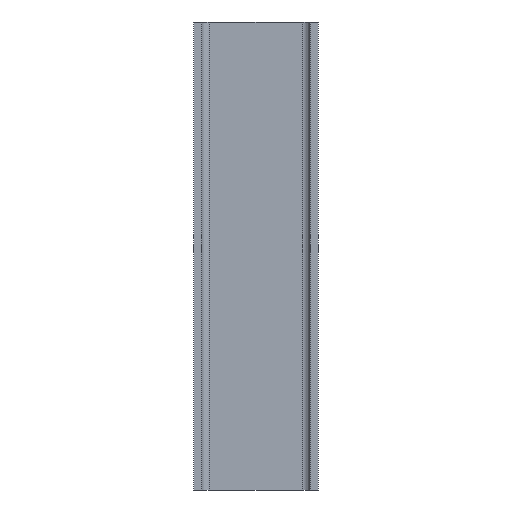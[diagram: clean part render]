
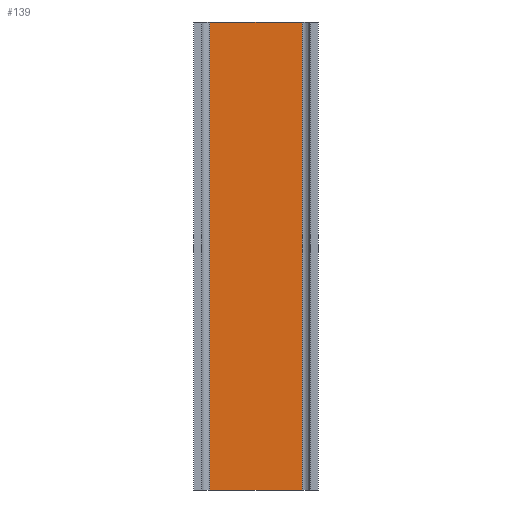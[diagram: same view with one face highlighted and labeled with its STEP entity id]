
A CAD part, left-side view. The second image highlights one B-rep face of the part: STEP entity #139.
In plain terms, the highlighted planar face has unit normal (-1, 0, 0).
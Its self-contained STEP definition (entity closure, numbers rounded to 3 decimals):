
#14 = LINE ( 'NONE', #579, #325 ) ;
#25 = VECTOR ( 'NONE', #332, 1000. ) ;
#26 = CARTESIAN_POINT ( 'NONE',  ( 21.1, 69.8, -200. ) ) ;
#35 = ORIENTED_EDGE ( 'NONE', *, *, #445, .T. ) ;
#46 = LINE ( 'NONE', #513, #25 ) ;
#59 = VECTOR ( 'NONE', #230, 1000. ) ;
#86 = VERTEX_POINT ( 'NONE', #335 ) ;
#95 = ORIENTED_EDGE ( 'NONE', *, *, #322, .T. ) ;
#113 = PLANE ( 'NONE',  #271 ) ;
#139 = ADVANCED_FACE ( 'NONE', ( #361 ), #113, .T. ) ;
#162 = DIRECTION ( 'NONE',  ( 0., 0., 1. ) ) ;
#165 = EDGE_CURVE ( 'NONE', #595, #569, #14, .T. ) ;
#195 = LINE ( 'NONE', #442, #557 ) ;
#206 = DIRECTION ( 'NONE',  ( 0., 1., 0. ) ) ;
#230 = DIRECTION ( 'NONE',  ( 0., -1., 0. ) ) ;
#237 = VERTEX_POINT ( 'NONE', #411 ) ;
#259 = DIRECTION ( 'NONE',  ( -1., 0., 0. ) ) ;
#271 = AXIS2_PLACEMENT_3D ( 'NONE', #319, #259, #206 ) ;
#277 = CARTESIAN_POINT ( 'NONE',  ( 21.1, 69.8, -500. ) ) ;
#301 = DIRECTION ( 'NONE',  ( 0., 1., 0. ) ) ;
#319 = CARTESIAN_POINT ( 'NONE',  ( 21.1, 10.2, -500. ) ) ;
#322 = EDGE_CURVE ( 'NONE', #86, #237, #46, .T. ) ;
#325 = VECTOR ( 'NONE', #162, 1000. ) ;
#332 = DIRECTION ( 'NONE',  ( 0., 0., 1. ) ) ;
#335 = CARTESIAN_POINT ( 'NONE',  ( 21.1, 10.2, -500. ) ) ;
#361 = FACE_OUTER_BOUND ( 'NONE', #542, .T. ) ;
#375 = CARTESIAN_POINT ( 'NONE',  ( 21.1, 10.2, -500. ) ) ;
#385 = ORIENTED_EDGE ( 'NONE', *, *, #165, .F. ) ;
#411 = CARTESIAN_POINT ( 'NONE',  ( 21.1, 10.2, -200. ) ) ;
#442 = CARTESIAN_POINT ( 'NONE',  ( 21.1, 10.2, -200. ) ) ;
#445 = EDGE_CURVE ( 'NONE', #237, #569, #195, .T. ) ;
#486 = EDGE_CURVE ( 'NONE', #595, #86, #593, .T. ) ;
#513 = CARTESIAN_POINT ( 'NONE',  ( 21.1, 10.2, -500. ) ) ;
#537 = ORIENTED_EDGE ( 'NONE', *, *, #486, .T. ) ;
#542 = EDGE_LOOP ( 'NONE', ( #95, #35, #385, #537 ) ) ;
#557 = VECTOR ( 'NONE', #301, 1000. ) ;
#569 = VERTEX_POINT ( 'NONE', #26 ) ;
#579 = CARTESIAN_POINT ( 'NONE',  ( 21.1, 69.8, -500. ) ) ;
#593 = LINE ( 'NONE', #375, #59 ) ;
#595 = VERTEX_POINT ( 'NONE', #277 ) ;
